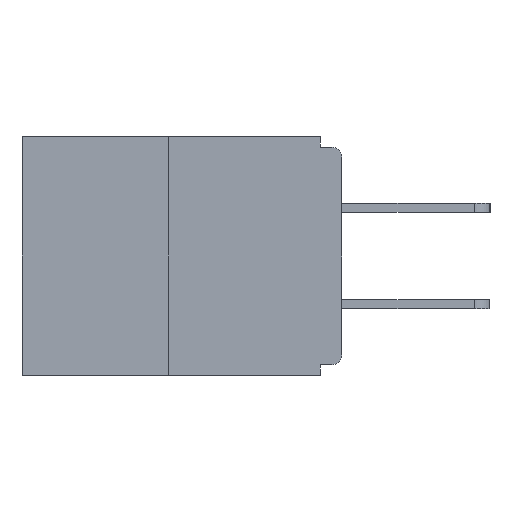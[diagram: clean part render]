
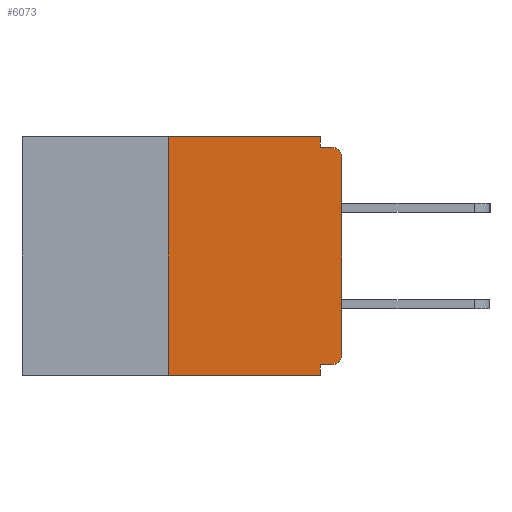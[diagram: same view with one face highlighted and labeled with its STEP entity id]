
A CAD part, left-side view. The second image highlights one B-rep face of the part: STEP entity #6073.
In plain terms, the highlighted planar face has unit normal (-1, 0, 0).
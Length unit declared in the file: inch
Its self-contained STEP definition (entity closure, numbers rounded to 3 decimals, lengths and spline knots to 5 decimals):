
#78 = CARTESIAN_POINT ( 'NONE',  ( 0., 0.25, 0. ) ) ;
#84 = ORIENTED_EDGE ( 'NONE', *, *, #8702, .F. ) ;
#90 = CARTESIAN_POINT ( 'NONE',  ( 0., 0.25, -0.343 ) ) ;
#157 = EDGE_CURVE ( 'NONE', #8025, #1617, #8146, .T. ) ;
#288 = CARTESIAN_POINT ( 'NONE',  ( 0., 0.031, -0.343 ) ) ;
#337 = CARTESIAN_POINT ( 'NONE',  ( 0., 0.46, 0. ) ) ;
#626 = CIRCLE ( 'NONE', #9840, 0.015 ) ;
#709 = LINE ( 'NONE', #337, #2696 ) ;
#1106 = VECTOR ( 'NONE', #8046, 39.37008 ) ;
#1233 = CARTESIAN_POINT ( 'NONE',  ( 0., 0.031, -0.328 ) ) ;
#1307 = CARTESIAN_POINT ( 'NONE',  ( 0., 0.46, 0. ) ) ;
#1617 = VERTEX_POINT ( 'NONE', #5469 ) ;
#1781 = DIRECTION ( 'NONE',  ( 0., -1., 0. ) ) ;
#2181 = DIRECTION ( 'NONE',  ( 0., 0., -1. ) ) ;
#2467 = VERTEX_POINT ( 'NONE', #15008 ) ;
#2568 = VERTEX_POINT ( 'NONE', #90 ) ;
#2696 = VECTOR ( 'NONE', #9496, 39.37008 ) ;
#2715 = LINE ( 'NONE', #5446, #1106 ) ;
#3342 = CIRCLE ( 'NONE', #5511, 0.015 ) ;
#3770 = DIRECTION ( 'NONE',  ( 1., 0., 0. ) ) ;
#4045 = CARTESIAN_POINT ( 'NONE',  ( 0., 0., -0.015 ) ) ;
#4335 = EDGE_CURVE ( 'NONE', #13371, #12320, #5597, .T. ) ;
#4685 = DIRECTION ( 'NONE',  ( -1., 0., 0. ) ) ;
#4792 = CARTESIAN_POINT ( 'NONE',  ( 0., 0.031, 0. ) ) ;
#4859 = ORIENTED_EDGE ( 'NONE', *, *, #8885, .T. ) ;
#4893 = DIRECTION ( 'NONE',  ( 0., 0., -1. ) ) ;
#5233 = EDGE_CURVE ( 'NONE', #2467, #1617, #3342, .T. ) ;
#5326 = DIRECTION ( 'NONE',  ( 0., 0., -1. ) ) ;
#5446 = CARTESIAN_POINT ( 'NONE',  ( 0., 0., 0. ) ) ;
#5469 = CARTESIAN_POINT ( 'NONE',  ( 0., 0.015, -0.015 ) ) ;
#5511 = AXIS2_PLACEMENT_3D ( 'NONE', #12120, #10737, #13372 ) ;
#5518 = CARTESIAN_POINT ( 'NONE',  ( 0., 0., -0.328 ) ) ;
#5597 = LINE ( 'NONE', #288, #10017 ) ;
#5621 = EDGE_CURVE ( 'NONE', #12509, #9266, #709, .T. ) ;
#5838 = FACE_OUTER_BOUND ( 'NONE', #14676, .T. ) ;
#6073 = ADVANCED_FACE ( 'NONE', ( #5838 ), #12804, .F. ) ;
#6168 = CARTESIAN_POINT ( 'NONE',  ( 0., 0.031, 0. ) ) ;
#6266 = AXIS2_PLACEMENT_3D ( 'NONE', #1307, #3770, #6300 ) ;
#6300 = DIRECTION ( 'NONE',  ( 0., 0., -1. ) ) ;
#6456 = EDGE_CURVE ( 'NONE', #9956, #13371, #12640, .T. ) ;
#6463 = DIRECTION ( 'NONE',  ( 0., -1., 0. ) ) ;
#6547 = ORIENTED_EDGE ( 'NONE', *, *, #8136, .T. ) ;
#6589 = DIRECTION ( 'NONE',  ( 0., 1., 0. ) ) ;
#6826 = CARTESIAN_POINT ( 'NONE',  ( 0., 0.031, -0.343 ) ) ;
#6923 = ORIENTED_EDGE ( 'NONE', *, *, #5233, .T. ) ;
#6963 = CARTESIAN_POINT ( 'NONE',  ( 0., 0.46, -0.343 ) ) ;
#7136 = EDGE_CURVE ( 'NONE', #2568, #12509, #15410, .T. ) ;
#7745 = DIRECTION ( 'NONE',  ( 0., 0., 1. ) ) ;
#8025 = VERTEX_POINT ( 'NONE', #15623 ) ;
#8046 = DIRECTION ( 'NONE',  ( 0., 0., 1. ) ) ;
#8062 = VECTOR ( 'NONE', #6589, 39.37008 ) ;
#8136 = EDGE_CURVE ( 'NONE', #9956, #11274, #626, .T. ) ;
#8146 = LINE ( 'NONE', #4045, #14717 ) ;
#8702 = EDGE_CURVE ( 'NONE', #9266, #8025, #15339, .T. ) ;
#8885 = EDGE_CURVE ( 'NONE', #2568, #12320, #10581, .T. ) ;
#9033 = CARTESIAN_POINT ( 'NONE',  ( 0., 0.25, 0. ) ) ;
#9266 = VERTEX_POINT ( 'NONE', #6168 ) ;
#9282 = ORIENTED_EDGE ( 'NONE', *, *, #6456, .F. ) ;
#9496 = DIRECTION ( 'NONE',  ( 0., -1., 0. ) ) ;
#9577 = VECTOR ( 'NONE', #1781, 39.37008 ) ;
#9840 = AXIS2_PLACEMENT_3D ( 'NONE', #16141, #4685, #2181 ) ;
#9956 = VERTEX_POINT ( 'NONE', #11267 ) ;
#10017 = VECTOR ( 'NONE', #5326, 39.37008 ) ;
#10581 = LINE ( 'NONE', #6963, #9577 ) ;
#10737 = DIRECTION ( 'NONE',  ( -1., 0., 0. ) ) ;
#10748 = ORIENTED_EDGE ( 'NONE', *, *, #157, .F. ) ;
#11267 = CARTESIAN_POINT ( 'NONE',  ( 0., 0.015, -0.328 ) ) ;
#11274 = VERTEX_POINT ( 'NONE', #11754 ) ;
#11754 = CARTESIAN_POINT ( 'NONE',  ( 0., 0., -0.313 ) ) ;
#12120 = CARTESIAN_POINT ( 'NONE',  ( 0., 0.015, -0.03 ) ) ;
#12320 = VERTEX_POINT ( 'NONE', #6826 ) ;
#12509 = VERTEX_POINT ( 'NONE', #78 ) ;
#12640 = LINE ( 'NONE', #5518, #8062 ) ;
#12804 = PLANE ( 'NONE',  #6266 ) ;
#13371 = VERTEX_POINT ( 'NONE', #1233 ) ;
#13372 = DIRECTION ( 'NONE',  ( 0., 0., -1. ) ) ;
#13424 = EDGE_CURVE ( 'NONE', #11274, #2467, #2715, .T. ) ;
#13599 = VECTOR ( 'NONE', #7745, 39.37008 ) ;
#13718 = ORIENTED_EDGE ( 'NONE', *, *, #5621, .F. ) ;
#14417 = ORIENTED_EDGE ( 'NONE', *, *, #7136, .F. ) ;
#14487 = ORIENTED_EDGE ( 'NONE', *, *, #4335, .F. ) ;
#14604 = ORIENTED_EDGE ( 'NONE', *, *, #13424, .T. ) ;
#14676 = EDGE_LOOP ( 'NONE', ( #13718, #14417, #4859, #14487, #9282, #6547, #14604, #6923, #10748, #84 ) ) ;
#14717 = VECTOR ( 'NONE', #6463, 39.37008 ) ;
#15008 = CARTESIAN_POINT ( 'NONE',  ( 0., 0., -0.03 ) ) ;
#15339 = LINE ( 'NONE', #4792, #15766 ) ;
#15410 = LINE ( 'NONE', #9033, #13599 ) ;
#15623 = CARTESIAN_POINT ( 'NONE',  ( 0., 0.031, -0.015 ) ) ;
#15766 = VECTOR ( 'NONE', #4893, 39.37008 ) ;
#16141 = CARTESIAN_POINT ( 'NONE',  ( 0., 0.015, -0.313 ) ) ;
